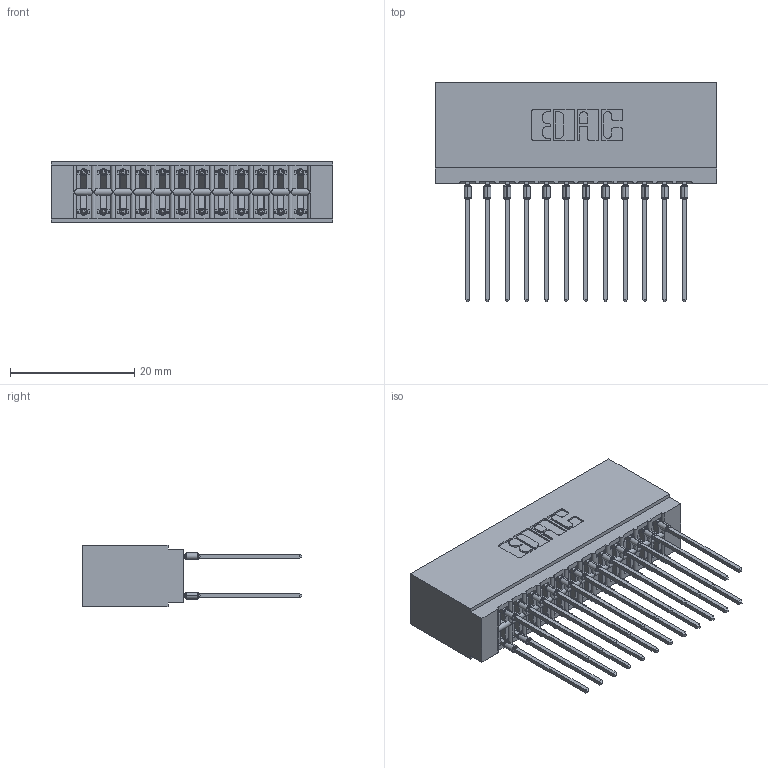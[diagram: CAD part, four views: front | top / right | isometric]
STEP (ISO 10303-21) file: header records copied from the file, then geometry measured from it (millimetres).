
FILE_DESCRIPTION (( 'STEP AP203' ), '1' );
FILE_NAME ('746-024-541-601.STEP', '2026-02-26T22:57:12', ( '' ), ( '' ), 'SwSTEP 2.0', 'SolidWorks 2023', '' );
FILE_SCHEMA (( 'CONFIG_CONTROL_DESIGN' ));
Length unit declared in the file: millimetre
Products named in the file (3): 746 Part_.340 Slot Depth - 01; 746-024-541-601; 746-292-001_541
Assembly tree (25 placements, depth 2):
  746-024-541-601
    746 Part_.340 Slot Depth - 01
    746-292-001_541  x24
Bounding box: 45.34 x 35.42 x 9.91 mm (x, y, z)
Volume: 5514.3 mm3; surface area: 8170.4 mm2
Topology: 25 solids, 25 shells, 2245 faces, 6167 edges, 3931 vertices
Faces by surface type: plane 1159, bspline 480, cylinder 462, torus 144
Entity records: 22749 total; most frequent: CARTESIAN_POINT 4785, ORIENTED_EDGE 3824, DIRECTION 3244, EDGE_CURVE 1912, LINE 1608, VECTOR 1608, VERTEX_POINT 1263, AXIS2_PLACEMENT_3D 818
